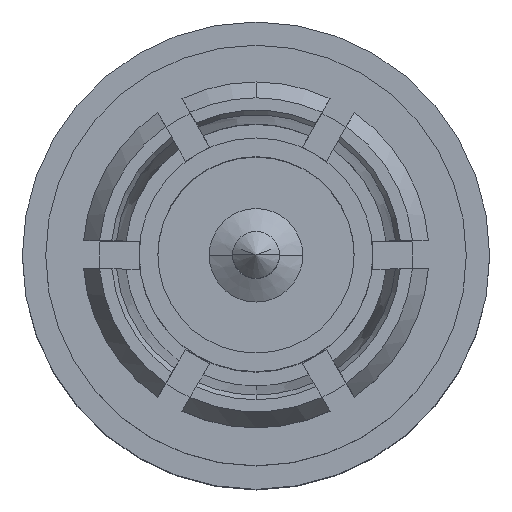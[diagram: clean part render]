
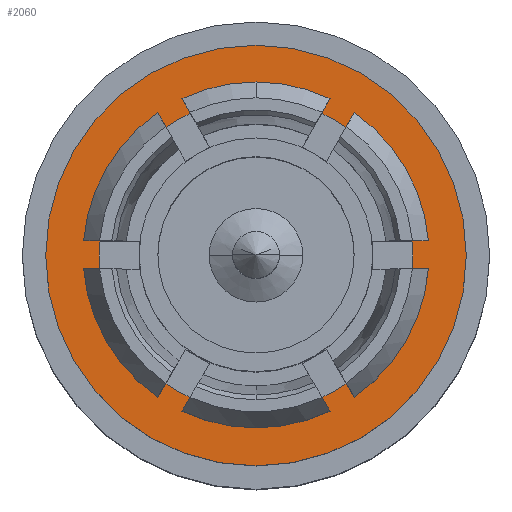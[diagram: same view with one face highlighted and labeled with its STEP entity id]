
A CAD part, top view. The second image highlights one B-rep face of the part: STEP entity #2060.
In plain terms, the highlighted planar face has unit normal (0, 0, 1).
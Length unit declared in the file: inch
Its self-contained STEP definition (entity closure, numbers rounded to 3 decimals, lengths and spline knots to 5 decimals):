
#123 = VERTEX_POINT ( 'NONE', #587 ) ;
#126 = VERTEX_POINT ( 'NONE', #574 ) ;
#131 = VERTEX_POINT ( 'NONE', #561 ) ;
#561 = CARTESIAN_POINT ( 'NONE',  ( 0., 0.06594, 0.42913 ) ) ;
#574 = CARTESIAN_POINT ( 'NONE',  ( 0., -0.06594, 0.42913 ) ) ;
#587 = CARTESIAN_POINT ( 'NONE',  ( 0., -0.08858, 0.42913 ) ) ;
#725 = DIRECTION ( 'NONE',  ( 0., -1., 0. ) ) ;
#726 = DIRECTION ( 'NONE',  ( 0., 0., 1. ) ) ;
#731 = PLANE ( 'NONE',  #3483 ) ;
#732 = CARTESIAN_POINT ( 'NONE',  ( 0., 0.06594, 0.42913 ) ) ;
#1351 = CIRCLE ( 'NONE', #5849, 0.08858 ) ;
#1358 = CIRCLE ( 'NONE', #5850, 0.08858 ) ;
#1790 = CIRCLE ( 'NONE', #3278, 0.06594 ) ;
#1902 = CIRCLE ( 'NONE', #5920, 0.06594 ) ;
#2060 = ADVANCED_FACE ( 'NONE', ( #3882, #3891 ), #731, .T. ) ;
#2617 = EDGE_LOOP ( 'NONE', ( #2717, #2711 ) ) ;
#2635 = EDGE_LOOP ( 'NONE', ( #2709, #2710 ) ) ;
#2709 = ORIENTED_EDGE ( 'NONE', *, *, #3207, .F. ) ;
#2710 = ORIENTED_EDGE ( 'NONE', *, *, #3201, .F. ) ;
#2711 = ORIENTED_EDGE ( 'NONE', *, *, #3012, .T. ) ;
#2717 = ORIENTED_EDGE ( 'NONE', *, *, #3104, .T. ) ;
#3012 = EDGE_CURVE ( 'NONE', #126, #131, #1790, .T. ) ;
#3104 = EDGE_CURVE ( 'NONE', #131, #126, #1902, .T. ) ;
#3201 = EDGE_CURVE ( 'NONE', #123, #4120, #1351, .T. ) ;
#3207 = EDGE_CURVE ( 'NONE', #4120, #123, #1358, .T. ) ;
#3278 = AXIS2_PLACEMENT_3D ( 'NONE', #4896, #4894, #4892 ) ;
#3483 = AXIS2_PLACEMENT_3D ( 'NONE', #732, #726, #725 ) ;
#3882 = FACE_BOUND ( 'NONE', #2617, .T. ) ;
#3891 = FACE_OUTER_BOUND ( 'NONE', #2635, .T. ) ;
#4120 = VERTEX_POINT ( 'NONE', #4136 ) ;
#4136 = CARTESIAN_POINT ( 'NONE',  ( 0., 0.08858, 0.42913 ) ) ;
#4519 = DIRECTION ( 'NONE',  ( 0., 1., 0. ) ) ;
#4520 = DIRECTION ( 'NONE',  ( 0., 0., -1. ) ) ;
#4521 = CARTESIAN_POINT ( 'NONE',  ( 0., 0., 0.42913 ) ) ;
#4892 = DIRECTION ( 'NONE',  ( 0., 1., 0. ) ) ;
#4894 = DIRECTION ( 'NONE',  ( 0., 0., -1. ) ) ;
#4896 = CARTESIAN_POINT ( 'NONE',  ( 0., 0., 0.42913 ) ) ;
#5686 = DIRECTION ( 'NONE',  ( 0., 1., 0. ) ) ;
#5687 = DIRECTION ( 'NONE',  ( 0., 0., -1. ) ) ;
#5688 = CARTESIAN_POINT ( 'NONE',  ( 0., 0., 0.42913 ) ) ;
#5707 = DIRECTION ( 'NONE',  ( 0., 1., 0. ) ) ;
#5708 = DIRECTION ( 'NONE',  ( 0., 0., -1. ) ) ;
#5709 = CARTESIAN_POINT ( 'NONE',  ( 0., 0., 0.42913 ) ) ;
#5849 = AXIS2_PLACEMENT_3D ( 'NONE', #5709, #5708, #5707 ) ;
#5850 = AXIS2_PLACEMENT_3D ( 'NONE', #5688, #5687, #5686 ) ;
#5920 = AXIS2_PLACEMENT_3D ( 'NONE', #4521, #4520, #4519 ) ;
